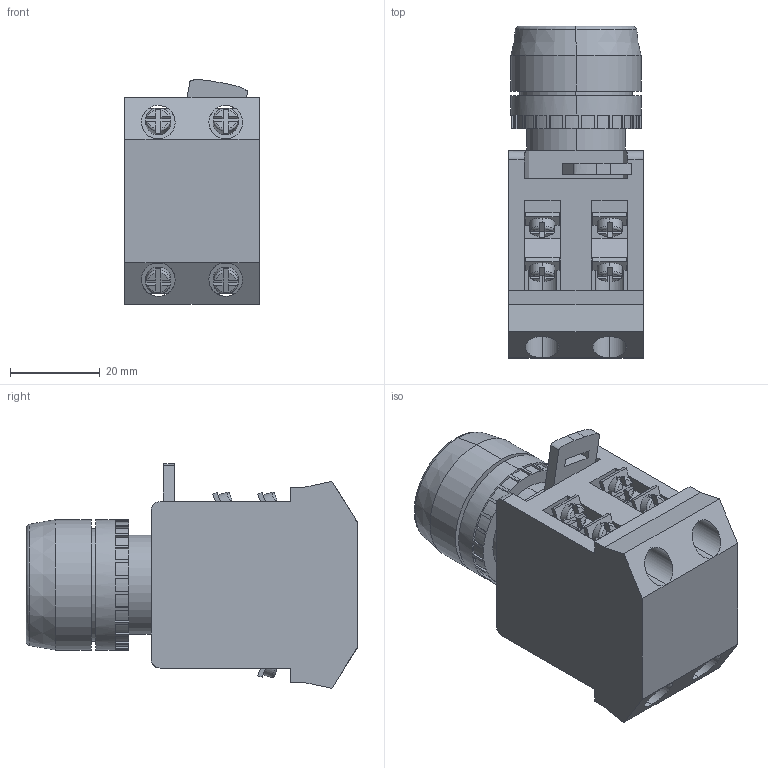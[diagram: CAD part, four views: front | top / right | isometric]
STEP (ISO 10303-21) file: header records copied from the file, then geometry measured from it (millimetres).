
FILE_DESCRIPTION (( 'STEP AP203' ), '1' );
FILE_NAME ('Êíîïêà ñ ïîäñâåòêîé ABLFS-22 ñ ïîäñâåòêîé.STEP', '2018-09-04T07:01:08', ( '' ), ( '' ), 'SwSTEP 2.0', 'SolidWorks 2017', '' );
FILE_SCHEMA (( 'CONFIG_CONTROL_DESIGN' ));
Length unit declared in the file: millimetre
Products named in the file (1): Êíîïêà ñ ïîäñâåòêîé ABLFS-22 ñ ïîäñâåòêîé
Bounding box: 30 x 73.8 x 49.95 mm (x, y, z)
Volume: 64349.9 mm3; surface area: 14809.4 mm2
Topology: 1 solids, 5 shells, 371 faces, 1047 edges, 690 vertices
Faces by surface type: plane 271, cylinder 64, torus 26, bspline 6, cone 4
Entity records: 12376 total; most frequent: CARTESIAN_POINT 2715, ORIENTED_EDGE 2094, DIRECTION 1919, EDGE_CURVE 1047, VECTOR 703, LINE 703, VERTEX_POINT 690, AXIS2_PLACEMENT_3D 608
